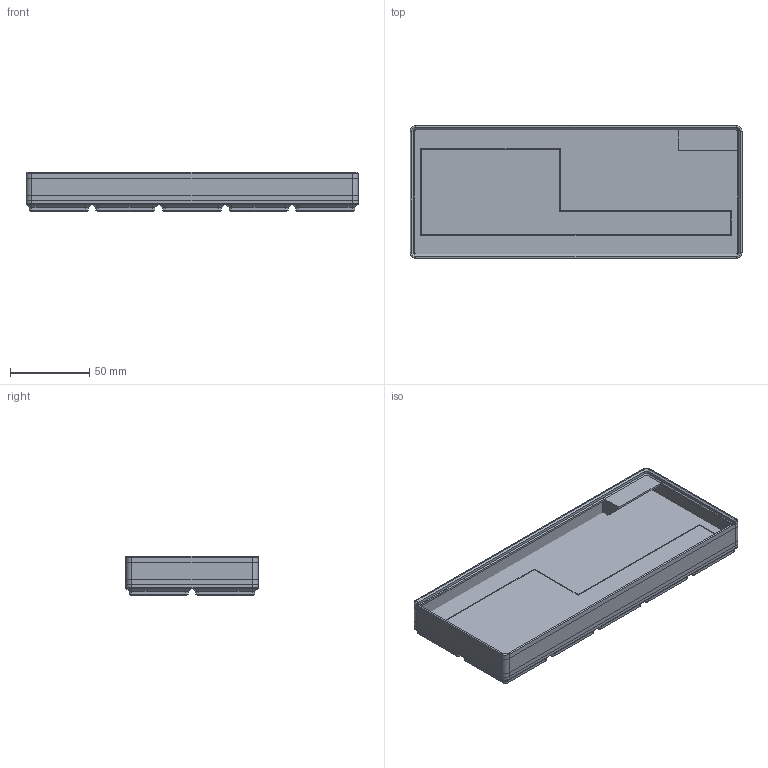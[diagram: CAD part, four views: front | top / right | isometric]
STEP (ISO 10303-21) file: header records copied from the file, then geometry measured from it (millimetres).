
FILE_DESCRIPTION(/* description */ ('','CAx-IF Rec.Pracs.---Representation and Presentation of Product Manufacturing Information (PMI)---4.0---2014-10-13'),/* implementation_level */ '2;1');
FILE_NAME(/* name */ 'empire_protractor_gridfinity.step',/* time_stamp */ '2025-02-07T10:25:35-05:00',/* author */ (''),/* organization */ (''),/* preprocessor_version */ 'ST-DEVELOPER v20',/* originating_system */ 'Autodesk Translation Framework v13.20.0.188',/* authorisation */ '');
FILE_SCHEMA (('AP242_MANAGED_MODEL_BASED_3D_ENGINEERING_MIM_LF { 1 0 10303 442 1 1 4 }'));
Length unit declared in the file: millimetre
Products named in the file (1): Empire Protractor Gridfinity 5x2x3
Bounding box: 209.5 x 83.5 x 24.69 mm (x, y, z)
Volume: 169461.7 mm3; surface area: 159000.1 mm2
Topology: 16 solids, 16 shells, 802 faces, 1814 edges, 1102 vertices
Faces by surface type: plane 424, cylinder 260, cone 92, bspline 20, torus 5, sphere 1
Full cylindrical faces by diameter (mm): 5 x2, 13.526 x20, 15.203 x20
Entity records: 32348 total; most frequent: CARTESIAN_POINT 14509, DIRECTION 3640, ORIENTED_EDGE 3628, EDGE_CURVE 1814, AXIS2_PLACEMENT_3D 1233, LINE 1174, VECTOR 1174, VERTEX_POINT 1102
